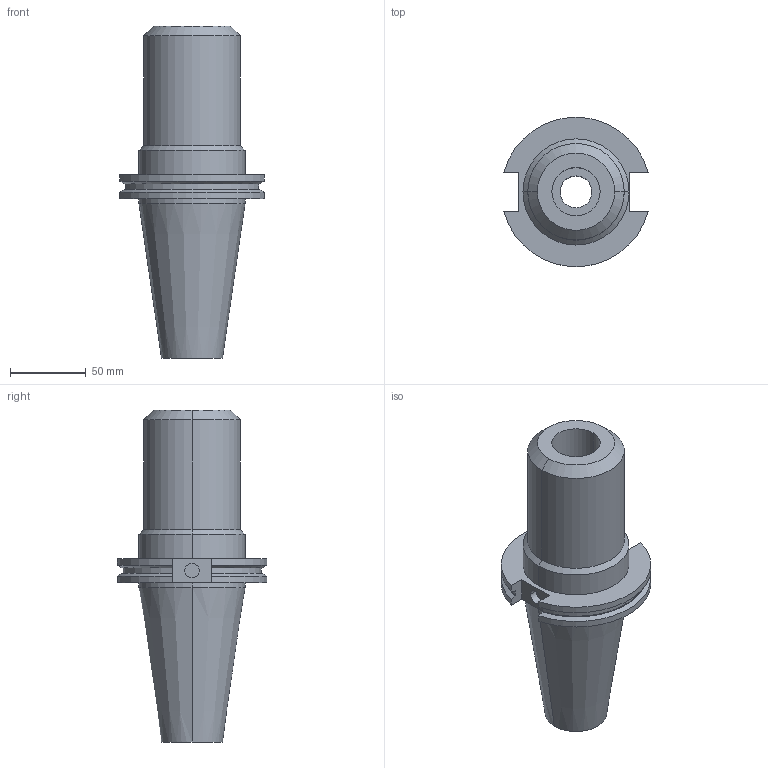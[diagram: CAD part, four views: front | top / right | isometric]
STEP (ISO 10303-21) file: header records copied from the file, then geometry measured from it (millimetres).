
FILE_DESCRIPTION (( 'STEP AP203' ), '1' );
FILE_NAME ('STP-22947-AD+B.STEP', '2020-06-15T09:22:23', ( '' ), ( '' ), 'SwSTEP 2.0', 'SolidWorks 2017', '' );
FILE_SCHEMA (( 'CONFIG_CONTROL_DESIGN' ));
Length unit declared in the file: millimetre
Products named in the file (1): STP-22947-AD+B
Bounding box: 94.95 x 98.05 x 218.44 mm (x, y, z)
Volume: 567974.6 mm3; surface area: 71967.2 mm2
Topology: 1 solids, 1 shells, 57 faces, 132 edges, 82 vertices
Faces by surface type: cylinder 24, plane 17, cone 16
Entity records: 1709 total; most frequent: DIRECTION 298, CARTESIAN_POINT 296, ORIENTED_EDGE 264, EDGE_CURVE 132, AXIS2_PLACEMENT_3D 116, VERTEX_POINT 82, LINE 66, VECTOR 66
